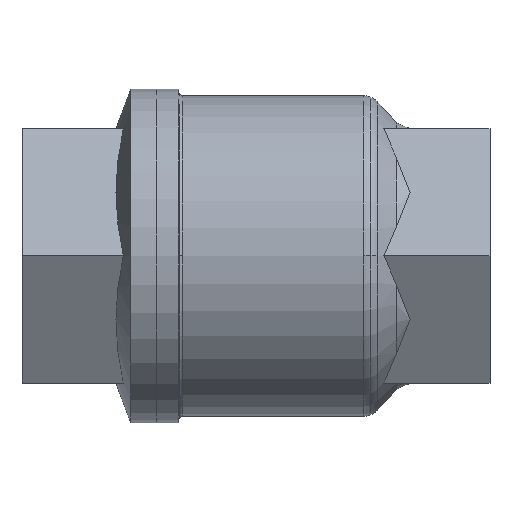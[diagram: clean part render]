
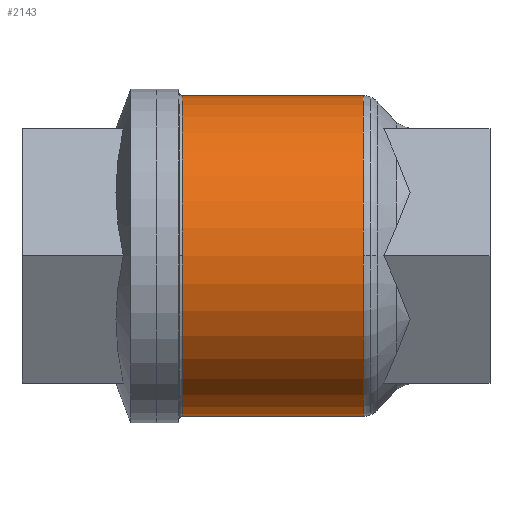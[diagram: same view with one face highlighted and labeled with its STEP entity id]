
A CAD part, top view. The second image highlights one B-rep face of the part: STEP entity #2143.
In plain terms, the highlighted cylindrical face has radius 43.5 mm (diameter 87 mm), a partial arc.
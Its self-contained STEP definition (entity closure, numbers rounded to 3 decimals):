
#197=CARTESIAN_POINT('',(3649.163,318.942,-9.526));
#198=DIRECTION('',(1.,0.,0.));
#199=DIRECTION('',(0.,1.,0.));
#200=AXIS2_PLACEMENT_3D('',#197,#198,#199);
#212=DIRECTION('',(-1.,0.,0.));
#213=VECTOR('',#212,49.169);
#214=CARTESIAN_POINT('',(3649.163,362.442,-9.526));
#215=LINE('',#214,#213);
#216=DIRECTION('',(-1.,0.,0.));
#217=VECTOR('',#216,49.169);
#218=CARTESIAN_POINT('',(3649.163,275.442,-9.526));
#219=LINE('',#218,#217);
#220=CARTESIAN_POINT('',(3599.995,318.942,-9.526));
#221=DIRECTION('',(-1.,0.,0.));
#222=DIRECTION('',(0.,0.,1.));
#223=AXIS2_PLACEMENT_3D('',#220,#221,#222);
#230=CARTESIAN_POINT('',(3599.995,318.942,-9.526));
#231=DIRECTION('',(-1.,0.,0.));
#232=DIRECTION('',(0.,-1.,0.));
#233=AXIS2_PLACEMENT_3D('',#230,#231,#232);
#250=CARTESIAN_POINT('',(3649.163,318.942,-9.526));
#251=DIRECTION('',(1.,0.,0.));
#252=DIRECTION('',(0.,0.,1.));
#253=AXIS2_PLACEMENT_3D('',#250,#251,#252);
#1676=CARTESIAN_POINT('',(3649.163,318.942,33.974));
#1677=VERTEX_POINT('',#1676);
#1678=CARTESIAN_POINT('',(3649.163,275.442,-9.526));
#1679=CARTESIAN_POINT('',(3599.995,275.442,-9.526));
#1680=VERTEX_POINT('',#1678);
#1681=VERTEX_POINT('',#1679);
#1682=CARTESIAN_POINT('',(3649.163,362.442,-9.526));
#1683=CARTESIAN_POINT('',(3599.995,362.442,-9.526));
#1684=VERTEX_POINT('',#1682);
#1685=VERTEX_POINT('',#1683);
#1687=CARTESIAN_POINT('',(3599.995,318.942,33.974));
#1689=VERTEX_POINT('',#1687);
#2125=CARTESIAN_POINT('',(3624.579,318.942,-9.526));
#2126=DIRECTION('',(-1.,0.,0.));
#2127=DIRECTION('',(0.,1.,0.));
#2128=AXIS2_PLACEMENT_3D('',#2125,#2126,#2127);
#2129=CYLINDRICAL_SURFACE('',#2128,43.5);
#2131=ORIENTED_EDGE('',*,*,#2130,.T.);
#2133=ORIENTED_EDGE('',*,*,#2132,.F.);
#2134=ORIENTED_EDGE('',*,*,#2113,.T.);
#2136=ORIENTED_EDGE('',*,*,#2135,.T.);
#2138=ORIENTED_EDGE('',*,*,#2137,.T.);
#2140=ORIENTED_EDGE('',*,*,#2139,.T.);
#2141=EDGE_LOOP('',(#2131,#2133,#2134,#2136,#2138,#2140));
#2142=FACE_OUTER_BOUND('',#2141,.F.);
#201=CIRCLE('',#200,43.5);
#224=CIRCLE('',#223,43.5);
#234=CIRCLE('',#233,43.5);
#254=CIRCLE('',#253,43.5);
#2113=EDGE_CURVE('',#1684,#1677,#201,.T.);
#2130=EDGE_CURVE('',#1689,#1685,#224,.T.);
#2132=EDGE_CURVE('',#1684,#1685,#215,.T.);
#2135=EDGE_CURVE('',#1677,#1680,#254,.T.);
#2137=EDGE_CURVE('',#1680,#1681,#219,.T.);
#2139=EDGE_CURVE('',#1681,#1689,#234,.T.);
#2143=ADVANCED_FACE('',(#2142),#2129,.T.);
